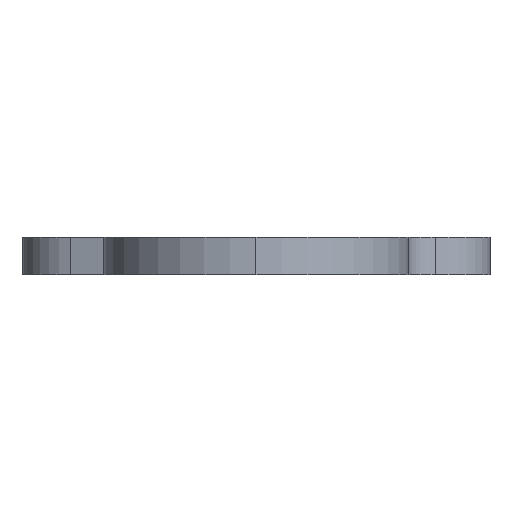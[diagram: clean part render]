
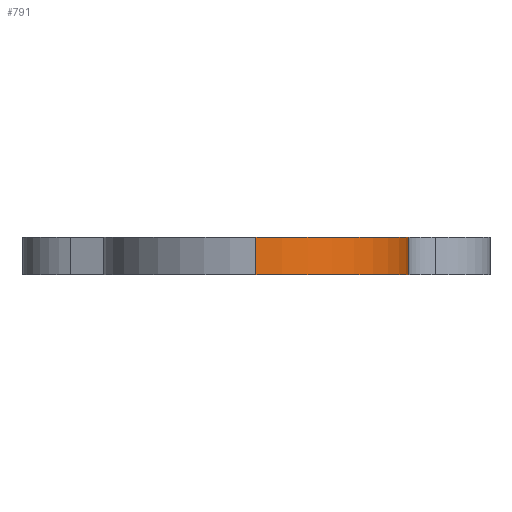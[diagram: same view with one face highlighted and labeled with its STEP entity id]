
A CAD part, left-side view. The second image highlights one B-rep face of the part: STEP entity #791.
In plain terms, the highlighted cylindrical face has radius 13 mm (diameter 26 mm), a partial arc.
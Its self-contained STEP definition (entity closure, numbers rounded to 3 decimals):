
#134 = LINE ( 'NONE', #135, #417 ) ;
#135 = CARTESIAN_POINT ( 'NONE',  ( -80., 0., 1.6 ) ) ;
#136 = DIRECTION ( 'NONE',  ( 0., 0., -1. ) ) ;
#161 = CARTESIAN_POINT ( 'NONE',  ( -67., -13., -1.6 ) ) ;
#167 = CARTESIAN_POINT ( 'NONE',  ( -67., -13., 1.6 ) ) ;
#168 = CARTESIAN_POINT ( 'NONE',  ( -80., 0., -1.6 ) ) ;
#169 = CARTESIAN_POINT ( 'NONE',  ( -80., 0., 1.6 ) ) ;
#187 = VECTOR ( 'NONE', #845, 1000. ) ;
#207 = EDGE_CURVE ( 'NONE', #573, #566, #722, .T. ) ;
#212 = EDGE_CURVE ( 'NONE', #574, #572, #719, .T. ) ;
#215 = EDGE_CURVE ( 'NONE', #572, #566, #843, .T. ) ;
#236 = EDGE_CURVE ( 'NONE', #574, #573, #134, .T. ) ;
#241 = CARTESIAN_POINT ( 'NONE',  ( -67., 0., 1.6 ) ) ;
#242 = DIRECTION ( 'NONE',  ( 0., 0., -1. ) ) ;
#243 = DIRECTION ( 'NONE',  ( -1., 0., 0. ) ) ;
#417 = VECTOR ( 'NONE', #136, 1000. ) ;
#554 = AXIS2_PLACEMENT_3D ( 'NONE', #818, #819, #820 ) ;
#559 = AXIS2_PLACEMENT_3D ( 'NONE', #830, #834, #835 ) ;
#566 = VERTEX_POINT ( 'NONE', #161 ) ;
#572 = VERTEX_POINT ( 'NONE', #167 ) ;
#573 = VERTEX_POINT ( 'NONE', #168 ) ;
#574 = VERTEX_POINT ( 'NONE', #169 ) ;
#589 = ORIENTED_EDGE ( 'NONE', *, *, #212, .F. ) ;
#590 = ORIENTED_EDGE ( 'NONE', *, *, #207, .T. ) ;
#591 = ORIENTED_EDGE ( 'NONE', *, *, #236, .T. ) ;
#592 = ORIENTED_EDGE ( 'NONE', *, *, #215, .F. ) ;
#650 = EDGE_LOOP ( 'NONE', ( #589, #591, #590, #592 ) ) ;
#680 = FACE_OUTER_BOUND ( 'NONE', #650, .T. ) ;
#683 = AXIS2_PLACEMENT_3D ( 'NONE', #241, #242, #243 ) ;
#684 = CYLINDRICAL_SURFACE ( 'NONE', #683, 13. ) ;
#719 = CIRCLE ( 'NONE', #559, 13. ) ;
#722 = CIRCLE ( 'NONE', #554, 13. ) ;
#791 = ADVANCED_FACE ( 'NONE', ( #680 ), #684, .T. ) ;
#818 = CARTESIAN_POINT ( 'NONE',  ( -67., 0., -1.6 ) ) ;
#819 = DIRECTION ( 'NONE',  ( 0., 0., 1. ) ) ;
#820 = DIRECTION ( 'NONE',  ( -1., 0., 0. ) ) ;
#830 = CARTESIAN_POINT ( 'NONE',  ( -67., 0., 1.6 ) ) ;
#834 = DIRECTION ( 'NONE',  ( 0., 0., 1. ) ) ;
#835 = DIRECTION ( 'NONE',  ( -1., 0., 0. ) ) ;
#843 = LINE ( 'NONE', #844, #187 ) ;
#844 = CARTESIAN_POINT ( 'NONE',  ( -67., -13., 1.6 ) ) ;
#845 = DIRECTION ( 'NONE',  ( 0., 0., -1. ) ) ;
